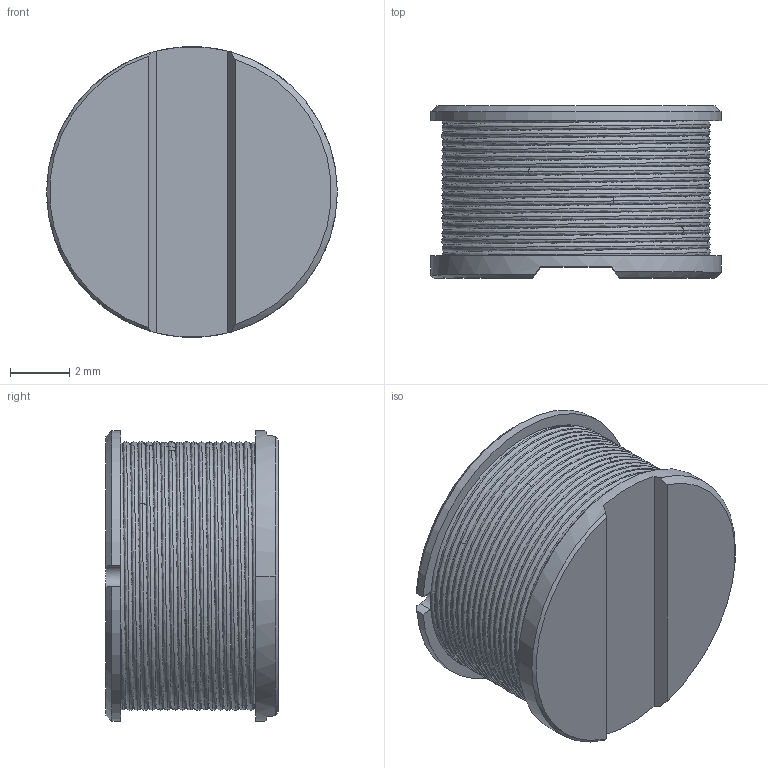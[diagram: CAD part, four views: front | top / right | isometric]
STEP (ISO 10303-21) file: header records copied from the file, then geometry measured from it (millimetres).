
FILE_DESCRIPTION((''),'2;1');
FILE_NAME('SDR1006','2012-08-15T',('ryans'),('Bourns, Inc.'),'PRO/ENGINEER BY PARAMETRIC TECHNOLOGY CORPORATION, 2010100','PRO/ENGINEER BY PARAMETRIC TECHNOLOGY CORPORATION, 2010100','');
FILE_SCHEMA(('CONFIG_CONTROL_DESIGN'));
Length unit declared in the file: millimetre
Products named in the file (1): SDR1006
Bounding box: 9.8 x 5.8 x 9.8 mm (x, y, z)
Volume: 108.6 mm3; surface area: 719.6 mm2
Topology: 1 solids, 1 shells, 35 faces, 92 edges, 56 vertices
Faces by surface type: plane 15, bspline 10, cylinder 6, cone 4
Entity records: 11241 total; most frequent: CARTESIAN_POINT 10428, ORIENTED_EDGE 184, DIRECTION 126, EDGE_CURVE 92, VERTEX_POINT 56, AXIS2_PLACEMENT_3D 51, B_SPLINE_CURVE_WITH_KNOTS 42, EDGE_LOOP 36
